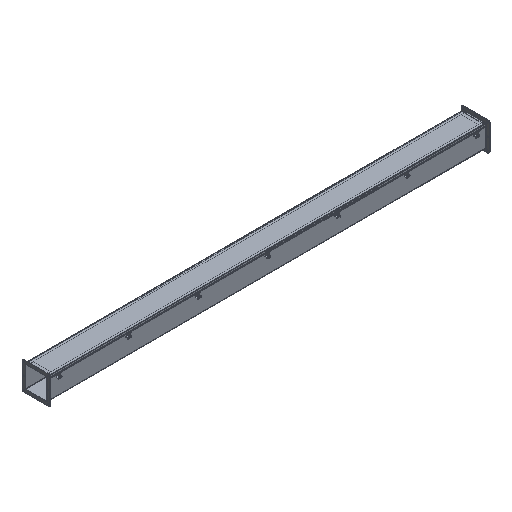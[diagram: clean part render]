
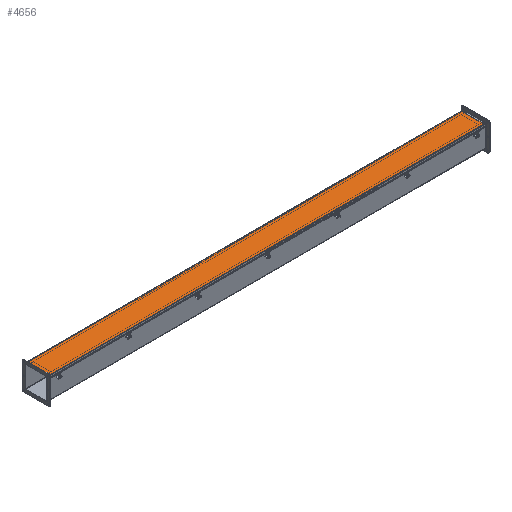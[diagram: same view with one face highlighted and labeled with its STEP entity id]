
A CAD part, isometric view. The second image highlights one B-rep face of the part: STEP entity #4656.
In plain terms, the highlighted planar face has unit normal (0, 0, 1).
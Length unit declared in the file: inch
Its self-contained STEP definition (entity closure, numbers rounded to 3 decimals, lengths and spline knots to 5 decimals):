
#2735 = CARTESIAN_POINT ( 'NONE',  ( 59.25, 3.0785, 6.172 ) ) ;
#3489 = EDGE_CURVE ( 'NONE', #28044, #14050, #8776, .T. ) ;
#4647 = FACE_OUTER_BOUND ( 'NONE', #33681, .T. ) ;
#4656 = ADVANCED_FACE ( 'NONE', ( #4647 ), #19754, .T. ) ;
#5231 = DIRECTION ( 'NONE',  ( 0., 0., 1. ) ) ;
#5622 = CARTESIAN_POINT ( 'NONE',  ( -59.218, 3.0785, 6.172 ) ) ;
#5660 = DIRECTION ( 'NONE',  ( -1., 0., 0. ) ) ;
#8600 = VECTOR ( 'NONE', #30014, 39.37008 ) ;
#8776 = LINE ( 'NONE', #29823, #16367 ) ;
#9160 = DIRECTION ( 'NONE',  ( 1., 0., 0. ) ) ;
#9356 = EDGE_CURVE ( 'NONE', #13278, #28044, #34526, .T. ) ;
#11258 = CARTESIAN_POINT ( 'NONE',  ( -59.218, -3.1885, 6.172 ) ) ;
#11527 = CARTESIAN_POINT ( 'NONE',  ( 59.25, -3.0805, 6.172 ) ) ;
#13278 = VERTEX_POINT ( 'NONE', #11527 ) ;
#13318 = VECTOR ( 'NONE', #31616, 39.37008 ) ;
#13848 = EDGE_CURVE ( 'NONE', #14050, #37694, #20749, .T. ) ;
#14050 = VERTEX_POINT ( 'NONE', #5622 ) ;
#16367 = VECTOR ( 'NONE', #5660, 39.37008 ) ;
#18765 = EDGE_CURVE ( 'NONE', #37694, #13278, #32188, .T. ) ;
#19754 = PLANE ( 'NONE',  #28190 ) ;
#19808 = CARTESIAN_POINT ( 'NONE',  ( 59.25, -3.1885, 6.172 ) ) ;
#20048 = VECTOR ( 'NONE', #9160, 39.37008 ) ;
#20749 = LINE ( 'NONE', #32562, #8600 ) ;
#22322 = CARTESIAN_POINT ( 'NONE',  ( -59.218, -3.0805, 6.172 ) ) ;
#25490 = ORIENTED_EDGE ( 'NONE', *, *, #3489, .T. ) ;
#25756 = DIRECTION ( 'NONE',  ( 1., 0., 0. ) ) ;
#26835 = ORIENTED_EDGE ( 'NONE', *, *, #18765, .T. ) ;
#27306 = ORIENTED_EDGE ( 'NONE', *, *, #13848, .T. ) ;
#28044 = VERTEX_POINT ( 'NONE', #2735 ) ;
#28190 = AXIS2_PLACEMENT_3D ( 'NONE', #11258, #5231, #25756 ) ;
#29823 = CARTESIAN_POINT ( 'NONE',  ( -59.218, 3.0785, 6.172 ) ) ;
#30012 = CARTESIAN_POINT ( 'NONE',  ( -59.218, -3.0805, 6.172 ) ) ;
#30014 = DIRECTION ( 'NONE',  ( 0., -1., 0. ) ) ;
#31616 = DIRECTION ( 'NONE',  ( 0., 1., 0. ) ) ;
#32188 = LINE ( 'NONE', #30012, #20048 ) ;
#32562 = CARTESIAN_POINT ( 'NONE',  ( -59.218, -3.1885, 6.172 ) ) ;
#33681 = EDGE_LOOP ( 'NONE', ( #27306, #26835, #36192, #25490 ) ) ;
#34526 = LINE ( 'NONE', #19808, #13318 ) ;
#36192 = ORIENTED_EDGE ( 'NONE', *, *, #9356, .T. ) ;
#37694 = VERTEX_POINT ( 'NONE', #22322 ) ;
